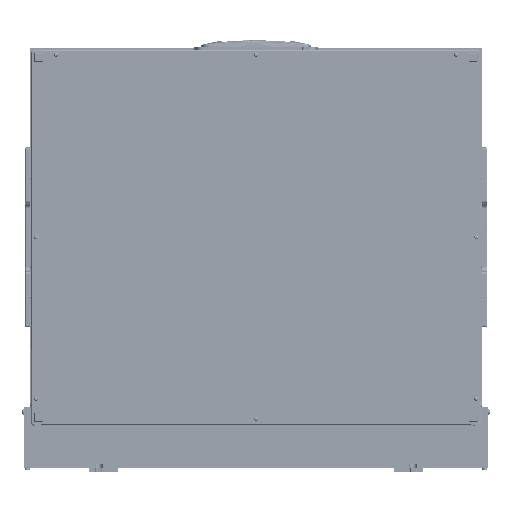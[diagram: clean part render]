
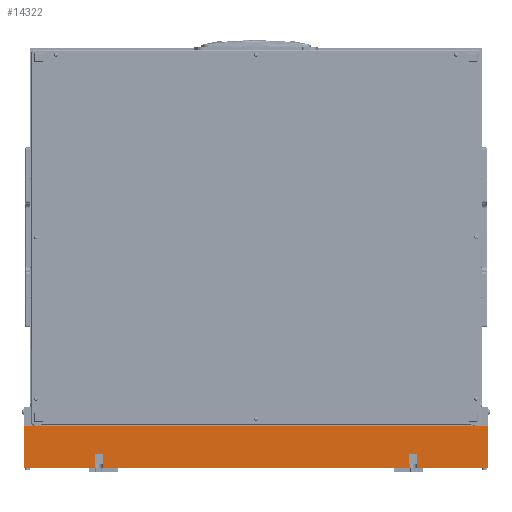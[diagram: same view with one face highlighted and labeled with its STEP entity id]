
A CAD part, front view. The second image highlights one B-rep face of the part: STEP entity #14322.
In plain terms, the highlighted planar face has unit normal (0, -1, 0).
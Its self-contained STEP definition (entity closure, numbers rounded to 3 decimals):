
#419 = EDGE_CURVE ( 'NONE', #28555, #61327, #29125, .T. ) ;
#886 = LINE ( 'NONE', #94651, #8037 ) ;
#1330 = EDGE_CURVE ( 'NONE', #27697, #82366, #6851, .T. ) ;
#1597 = LINE ( 'NONE', #41236, #26517 ) ;
#2795 = DIRECTION ( 'NONE',  ( 0., 0., -1. ) ) ;
#5304 = EDGE_CURVE ( 'NONE', #29258, #84214, #87492, .T. ) ;
#5338 = CARTESIAN_POINT ( 'NONE',  ( -20., -30., 221.6 ) ) ;
#5978 = DIRECTION ( 'NONE',  ( 0., -1., 0. ) ) ;
#6485 = EDGE_CURVE ( 'NONE', #59696, #60152, #87308, .T. ) ;
#6851 = LINE ( 'NONE', #37225, #84904 ) ;
#7453 = DIRECTION ( 'NONE',  ( 1., 0., 0. ) ) ;
#8037 = VECTOR ( 'NONE', #33250, 1000. ) ;
#11553 = DIRECTION ( 'NONE',  ( 0., 0., 1. ) ) ;
#12602 = ORIENTED_EDGE ( 'NONE', *, *, #70135, .F. ) ;
#12989 = VECTOR ( 'NONE', #90580, 1000. ) ;
#13404 = DIRECTION ( 'NONE',  ( 0., 0., 1. ) ) ;
#13979 = VECTOR ( 'NONE', #40540, 1000. ) ;
#14322 = ADVANCED_FACE ( 'NONE', ( #52632 ), #67134, .T. ) ;
#14727 = DIRECTION ( 'NONE',  ( -1., 0., 0. ) ) ;
#16911 = CARTESIAN_POINT ( 'NONE',  ( -20., -30., -232.6 ) ) ;
#18102 = CARTESIAN_POINT ( 'NONE',  ( 0., -30., -232.6 ) ) ;
#18678 = CARTESIAN_POINT ( 'NONE',  ( 0., -30., 221.6 ) ) ;
#20590 = CARTESIAN_POINT ( 'NONE',  ( 0., -30., -221.6 ) ) ;
#23356 = CARTESIAN_POINT ( 'NONE',  ( 0., -30., -232.6 ) ) ;
#26517 = VECTOR ( 'NONE', #2795, 1000. ) ;
#27209 = CARTESIAN_POINT ( 'NONE',  ( 0., -30., 221.6 ) ) ;
#27697 = VERTEX_POINT ( 'NONE', #20590 ) ;
#27946 = CARTESIAN_POINT ( 'NONE',  ( 0., -30., 335. ) ) ;
#28545 = EDGE_CURVE ( 'NONE', #28555, #65628, #66259, .T. ) ;
#28555 = VERTEX_POINT ( 'NONE', #69252 ) ;
#29125 = LINE ( 'NONE', #46453, #39775 ) ;
#29258 = VERTEX_POINT ( 'NONE', #16911 ) ;
#29486 = CARTESIAN_POINT ( 'NONE',  ( -20., -30., 232.6 ) ) ;
#30983 = DIRECTION ( 'NONE',  ( 1., 0., 0. ) ) ;
#32179 = ORIENTED_EDGE ( 'NONE', *, *, #58039, .T. ) ;
#32594 = EDGE_CURVE ( 'NONE', #59696, #37572, #92438, .T. ) ;
#33250 = DIRECTION ( 'NONE',  ( 0., 0., -1. ) ) ;
#34528 = EDGE_CURVE ( 'NONE', #60152, #65628, #69516, .T. ) ;
#37225 = CARTESIAN_POINT ( 'NONE',  ( -20., -30., -221.6 ) ) ;
#37572 = VERTEX_POINT ( 'NONE', #60201 ) ;
#38896 = DIRECTION ( 'NONE',  ( 0., 0., 1. ) ) ;
#39451 = CARTESIAN_POINT ( 'NONE',  ( 0., -30., 335. ) ) ;
#39775 = VECTOR ( 'NONE', #46124, 1000. ) ;
#40540 = DIRECTION ( 'NONE',  ( 1., 0., 0. ) ) ;
#41236 = CARTESIAN_POINT ( 'NONE',  ( -20., -30., -221.6 ) ) ;
#41303 = VECTOR ( 'NONE', #13404, 1000. ) ;
#41443 = ORIENTED_EDGE ( 'NONE', *, *, #34528, .F. ) ;
#43630 = LINE ( 'NONE', #18678, #13979 ) ;
#44716 = DIRECTION ( 'NONE',  ( 0., 0., -1. ) ) ;
#44869 = ORIENTED_EDGE ( 'NONE', *, *, #1330, .F. ) ;
#46124 = DIRECTION ( 'NONE',  ( -1., 0., 0. ) ) ;
#46453 = CARTESIAN_POINT ( 'NONE',  ( 0., -30., 232.6 ) ) ;
#48562 = EDGE_CURVE ( 'NONE', #27697, #59478, #78009, .T. ) ;
#51521 = CARTESIAN_POINT ( 'NONE',  ( -60., -30., 335. ) ) ;
#52225 = CARTESIAN_POINT ( 'NONE',  ( 0., -30., -335. ) ) ;
#52288 = CARTESIAN_POINT ( 'NONE',  ( 0., -30., -335. ) ) ;
#52296 = ORIENTED_EDGE ( 'NONE', *, *, #68068, .F. ) ;
#52632 = FACE_OUTER_BOUND ( 'NONE', #59155, .T. ) ;
#53234 = CARTESIAN_POINT ( 'NONE',  ( -60., -30., -335. ) ) ;
#54603 = ORIENTED_EDGE ( 'NONE', *, *, #6485, .F. ) ;
#55749 = ORIENTED_EDGE ( 'NONE', *, *, #419, .F. ) ;
#58039 = EDGE_CURVE ( 'NONE', #37572, #84214, #81786, .T. ) ;
#59155 = EDGE_LOOP ( 'NONE', ( #44869, #80257, #52296, #87898, #55749, #86905, #41443, #54603, #77282, #32179, #90990, #12602 ) ) ;
#59464 = AXIS2_PLACEMENT_3D ( 'NONE', #52225, #5978, #44716 ) ;
#59478 = VERTEX_POINT ( 'NONE', #27209 ) ;
#59696 = VERTEX_POINT ( 'NONE', #53234 ) ;
#60152 = VERTEX_POINT ( 'NONE', #51521 ) ;
#60201 = CARTESIAN_POINT ( 'NONE',  ( 0., -30., -335. ) ) ;
#60288 = CARTESIAN_POINT ( 'NONE',  ( 0., -30., -335. ) ) ;
#61072 = CARTESIAN_POINT ( 'NONE',  ( -20., -30., -221.6 ) ) ;
#61327 = VERTEX_POINT ( 'NONE', #29486 ) ;
#62346 = VECTOR ( 'NONE', #77713, 1000. ) ;
#65628 = VERTEX_POINT ( 'NONE', #27946 ) ;
#66259 = LINE ( 'NONE', #76843, #84001 ) ;
#67134 = PLANE ( 'NONE',  #59464 ) ;
#68068 = EDGE_CURVE ( 'NONE', #80033, #59478, #43630, .T. ) ;
#69252 = CARTESIAN_POINT ( 'NONE',  ( 0., -30., 232.6 ) ) ;
#69516 = LINE ( 'NONE', #39451, #62346 ) ;
#70135 = EDGE_CURVE ( 'NONE', #82366, #29258, #1597, .T. ) ;
#72352 = VECTOR ( 'NONE', #7453, 1000. ) ;
#76843 = CARTESIAN_POINT ( 'NONE',  ( 0., -30., -335. ) ) ;
#77282 = ORIENTED_EDGE ( 'NONE', *, *, #32594, .T. ) ;
#77713 = DIRECTION ( 'NONE',  ( 1., 0., 0. ) ) ;
#78009 = LINE ( 'NONE', #52288, #12989 ) ;
#80033 = VERTEX_POINT ( 'NONE', #5338 ) ;
#80257 = ORIENTED_EDGE ( 'NONE', *, *, #48562, .T. ) ;
#81786 = LINE ( 'NONE', #87856, #97053 ) ;
#82366 = VERTEX_POINT ( 'NONE', #61072 ) ;
#84001 = VECTOR ( 'NONE', #38896, 1000. ) ;
#84214 = VERTEX_POINT ( 'NONE', #23356 ) ;
#84904 = VECTOR ( 'NONE', #14727, 1000. ) ;
#86905 = ORIENTED_EDGE ( 'NONE', *, *, #28545, .T. ) ;
#87308 = LINE ( 'NONE', #97844, #41303 ) ;
#87492 = LINE ( 'NONE', #18102, #88734 ) ;
#87856 = CARTESIAN_POINT ( 'NONE',  ( 0., -30., -335. ) ) ;
#87898 = ORIENTED_EDGE ( 'NONE', *, *, #91131, .F. ) ;
#88734 = VECTOR ( 'NONE', #30983, 1000. ) ;
#90580 = DIRECTION ( 'NONE',  ( 0., 0., 1. ) ) ;
#90990 = ORIENTED_EDGE ( 'NONE', *, *, #5304, .F. ) ;
#91131 = EDGE_CURVE ( 'NONE', #61327, #80033, #886, .T. ) ;
#92438 = LINE ( 'NONE', #60288, #72352 ) ;
#94651 = CARTESIAN_POINT ( 'NONE',  ( -20., -30., 232.6 ) ) ;
#97053 = VECTOR ( 'NONE', #11553, 1000. ) ;
#97844 = CARTESIAN_POINT ( 'NONE',  ( -60., -30., -335. ) ) ;
